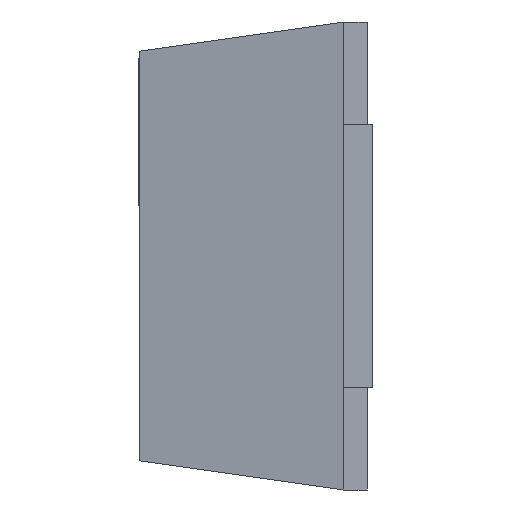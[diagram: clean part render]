
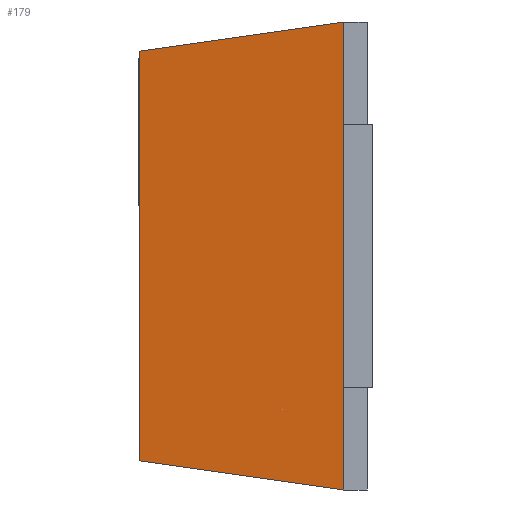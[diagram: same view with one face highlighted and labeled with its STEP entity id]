
A CAD part, left-side view. The second image highlights one B-rep face of the part: STEP entity #179.
In plain terms, the highlighted planar face has unit normal (-0.99, 0.141, 0).
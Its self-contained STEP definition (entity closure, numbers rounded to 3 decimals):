
#28 = VERTEX_POINT ( 'NONE', #1194 ) ;
#54 = EDGE_CURVE ( 'NONE', #643, #92, #231, .T. ) ;
#92 = VERTEX_POINT ( 'NONE', #720 ) ;
#126 = DIRECTION ( 'NONE',  ( 0.99, -0.141, 0. ) ) ;
#161 = VECTOR ( 'NONE', #606, 1000. ) ;
#179 = ADVANCED_FACE ( 'NONE', ( #1206 ), #1078, .F. ) ;
#186 = DIRECTION ( 'NONE',  ( -0.14, -0.98, 0.14 ) ) ;
#196 = DIRECTION ( 'NONE',  ( 0., 0., -1. ) ) ;
#231 = LINE ( 'NONE', #812, #339 ) ;
#256 = CARTESIAN_POINT ( 'NONE',  ( -1.2, 0.78, 1.5 ) ) ;
#275 = EDGE_CURVE ( 'NONE', #712, #28, #948, .T. ) ;
#332 = LINE ( 'NONE', #427, #1053 ) ;
#339 = VECTOR ( 'NONE', #536, 1000. ) ;
#358 = ORIENTED_EDGE ( 'NONE', *, *, #54, .F. ) ;
#361 = ORIENTED_EDGE ( 'NONE', *, *, #1011, .F. ) ;
#368 = EDGE_LOOP ( 'NONE', ( #512, #1085, #361, #605, #358, #756 ) ) ;
#419 = DIRECTION ( 'NONE',  ( 0., 0., -1. ) ) ;
#420 = DIRECTION ( 'NONE',  ( 0.14, 0.98, 0.14 ) ) ;
#421 = LINE ( 'NONE', #1196, #746 ) ;
#427 = CARTESIAN_POINT ( 'NONE',  ( -1.269, 0.3, 0.031 ) ) ;
#512 = ORIENTED_EDGE ( 'NONE', *, *, #1135, .F. ) ;
#516 = AXIS2_PLACEMENT_3D ( 'NONE', #598, #126, #896 ) ;
#536 = DIRECTION ( 'NONE',  ( 0., 0., -1. ) ) ;
#540 = VECTOR ( 'NONE', #419, 1000. ) ;
#598 = CARTESIAN_POINT ( 'NONE',  ( -1.3, 0.08, 1.6 ) ) ;
#605 = ORIENTED_EDGE ( 'NONE', *, *, #935, .F. ) ;
#606 = DIRECTION ( 'NONE',  ( 0., 0., -1. ) ) ;
#620 = CARTESIAN_POINT ( 'NONE',  ( -1.3, 0.08, 1.6 ) ) ;
#643 = VERTEX_POINT ( 'NONE', #1218 ) ;
#712 = VERTEX_POINT ( 'NONE', #256 ) ;
#720 = CARTESIAN_POINT ( 'NONE',  ( -1.3, 0.08, 0.35 ) ) ;
#743 = EDGE_CURVE ( 'NONE', #1027, #643, #973, .T. ) ;
#746 = VECTOR ( 'NONE', #186, 1000. ) ;
#756 = ORIENTED_EDGE ( 'NONE', *, *, #743, .F. ) ;
#812 = CARTESIAN_POINT ( 'NONE',  ( -1.3, 0.08, 1.6 ) ) ;
#814 = CARTESIAN_POINT ( 'NONE',  ( -1.3, 0.08, 1.6 ) ) ;
#872 = VECTOR ( 'NONE', #196, 1000. ) ;
#896 = DIRECTION ( 'NONE',  ( 0.141, 0.99, 0. ) ) ;
#935 = EDGE_CURVE ( 'NONE', #92, #1076, #950, .T. ) ;
#948 = LINE ( 'NONE', #1172, #540 ) ;
#950 = LINE ( 'NONE', #620, #161 ) ;
#973 = LINE ( 'NONE', #1073, #872 ) ;
#1011 = EDGE_CURVE ( 'NONE', #1076, #28, #332, .T. ) ;
#1027 = VERTEX_POINT ( 'NONE', #814 ) ;
#1053 = VECTOR ( 'NONE', #420, 1000. ) ;
#1073 = CARTESIAN_POINT ( 'NONE',  ( -1.3, 0.08, 1.6 ) ) ;
#1076 = VERTEX_POINT ( 'NONE', #1200 ) ;
#1078 = PLANE ( 'NONE',  #516 ) ;
#1085 = ORIENTED_EDGE ( 'NONE', *, *, #275, .T. ) ;
#1135 = EDGE_CURVE ( 'NONE', #712, #1027, #421, .T. ) ;
#1172 = CARTESIAN_POINT ( 'NONE',  ( -1.2, 0.78, 1.6 ) ) ;
#1194 = CARTESIAN_POINT ( 'NONE',  ( -1.2, 0.78, 0.1 ) ) ;
#1196 = CARTESIAN_POINT ( 'NONE',  ( -1.3, 0.08, 1.6 ) ) ;
#1200 = CARTESIAN_POINT ( 'NONE',  ( -1.3, 0.08, 0. ) ) ;
#1206 = FACE_OUTER_BOUND ( 'NONE', #368, .T. ) ;
#1218 = CARTESIAN_POINT ( 'NONE',  ( -1.3, 0.08, 1.25 ) ) ;
